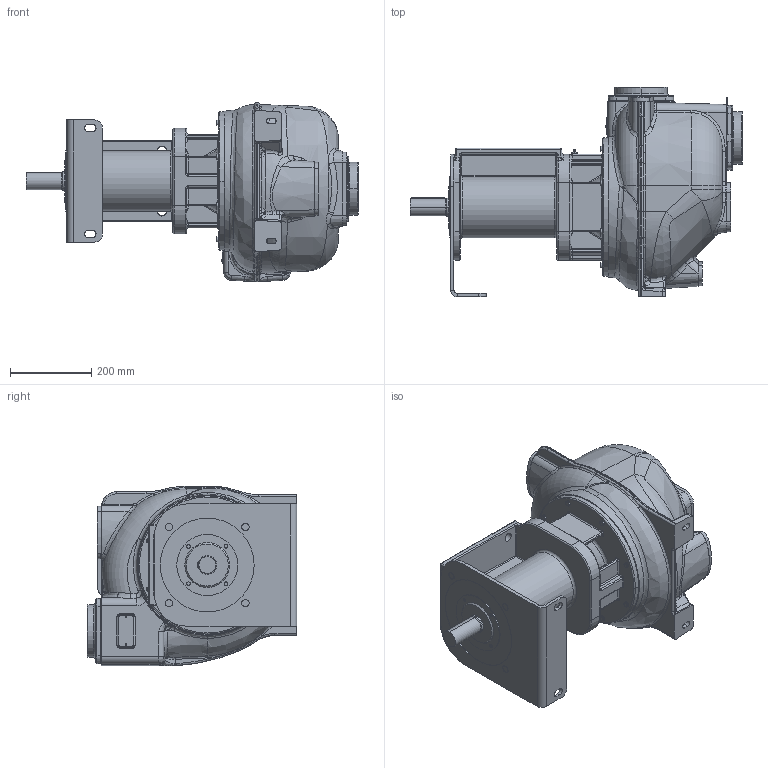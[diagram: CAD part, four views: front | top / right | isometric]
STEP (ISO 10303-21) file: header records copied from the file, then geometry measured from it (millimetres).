
FILE_DESCRIPTION((''),'2;1');
FILE_NAME('S126_B','2022-10-25T10:06:42',('Nicola'),(''),'CREO PARAMETRIC BY PTC INC, 2020354','CREO PARAMETRIC BY PTC INC, 2020354','');
FILE_SCHEMA(('CONFIG_CONTROL_DESIGN'));
Products named in the file (1): S126_B
Bounding box: 815.5 x 515 x 440.67 mm (x, y, z)
Volume: 27606141.5 mm3; surface area: 2859587 mm2
Topology: 1 solids, 1 shells, 2416 faces, 5683 edges, 3316 vertices
Faces by surface type: bspline 872, cylinder 643, plane 439, torus 213, cone 165, sphere 74, extrusion 8, revolution 2
Entity records: 153022 total; most frequent: CARTESIAN_POINT 103631, ORIENTED_EDGE 11252, DIRECTION 9040, EDGE_CURVE 5626, AXIS2_PLACEMENT_3D 3773, VERTEX_POINT 3316, EDGE_LOOP 2566, FACE_OUTER_BOUND 2416
